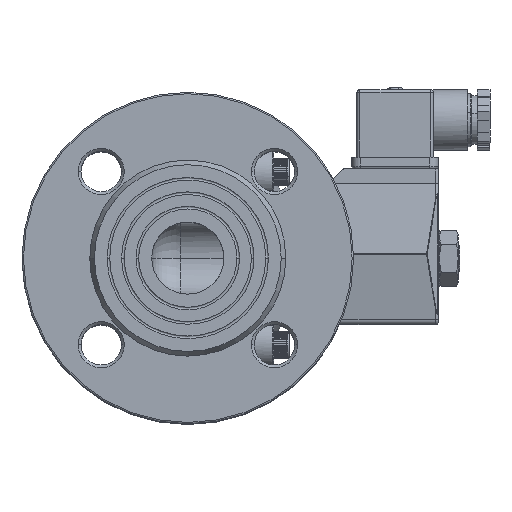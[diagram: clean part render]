
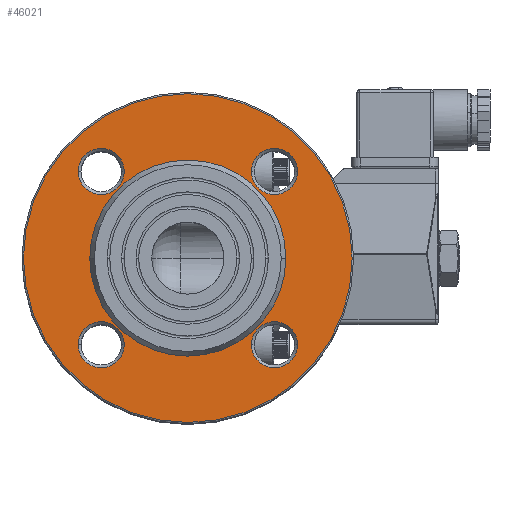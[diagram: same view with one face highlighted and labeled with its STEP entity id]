
A CAD part, top view. The second image highlights one B-rep face of the part: STEP entity #46021.
In plain terms, the highlighted planar face has unit normal (0, 0, 1).
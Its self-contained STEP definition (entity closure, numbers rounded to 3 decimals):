
#10 = CARTESIAN_POINT ( 'NONE',  ( 30.052, -30.052, 67.5 ) ) ;
#1247 = FACE_BOUND ( 'NONE', #16185, .T. ) ;
#1465 = ORIENTED_EDGE ( 'NONE', *, *, #34105, .T. ) ;
#1707 = CARTESIAN_POINT ( 'NONE',  ( 0., 0., 67.5 ) ) ;
#1960 = AXIS2_PLACEMENT_3D ( 'NONE', #32860, #5859, #37322 ) ;
#1963 = PLANE ( 'NONE',  #42142 ) ;
#1999 = CARTESIAN_POINT ( 'NONE',  ( 22.052, 30.052, 67.5 ) ) ;
#2166 = DIRECTION ( 'NONE',  ( 1., 0., 0. ) ) ;
#3301 = EDGE_CURVE ( 'NONE', #37490, #20735, #44913, .T. ) ;
#4527 = DIRECTION ( 'NONE',  ( 1., 0., 0. ) ) ;
#4725 = VERTEX_POINT ( 'NONE', #12413 ) ;
#5148 = AXIS2_PLACEMENT_3D ( 'NONE', #33575, #6570, #38039 ) ;
#5859 = DIRECTION ( 'NONE',  ( 0., 0., -1. ) ) ;
#6000 = DIRECTION ( 'NONE',  ( 0., 0., -1. ) ) ;
#6226 = DIRECTION ( 'NONE',  ( 1., 0., 0. ) ) ;
#6250 = CARTESIAN_POINT ( 'NONE',  ( -30.052, -30.052, 67.5 ) ) ;
#6570 = DIRECTION ( 'NONE',  ( 0., 0., -1. ) ) ;
#7999 = VERTEX_POINT ( 'NONE', #54446 ) ;
#8127 = EDGE_CURVE ( 'NONE', #31776, #7999, #30172, .T. ) ;
#8830 = CARTESIAN_POINT ( 'NONE',  ( -22.052, 30.052, 67.5 ) ) ;
#9056 = CARTESIAN_POINT ( 'NONE',  ( 0., 0., 67.5 ) ) ;
#10792 = DIRECTION ( 'NONE',  ( 1., 0., 0. ) ) ;
#10902 = EDGE_LOOP ( 'NONE', ( #12628, #32704 ) ) ;
#11031 = DIRECTION ( 'NONE',  ( 1., 0., 0. ) ) ;
#11640 = AXIS2_PLACEMENT_3D ( 'NONE', #56056, #29162, #2166 ) ;
#12413 = CARTESIAN_POINT ( 'NONE',  ( 38.052, -30.052, 67.5 ) ) ;
#12605 = CIRCLE ( 'NONE', #5148, 8. ) ;
#12628 = ORIENTED_EDGE ( 'NONE', *, *, #36626, .T. ) ;
#13566 = DIRECTION ( 'NONE',  ( 1., 0., 0. ) ) ;
#13726 = EDGE_CURVE ( 'NONE', #20735, #37490, #38096, .T. ) ;
#14257 = EDGE_CURVE ( 'NONE', #34745, #14862, #27534, .T. ) ;
#14427 = EDGE_CURVE ( 'NONE', #4725, #31468, #49249, .T. ) ;
#14497 = DIRECTION ( 'NONE',  ( 0., 0., -1. ) ) ;
#14862 = VERTEX_POINT ( 'NONE', #20879 ) ;
#16185 = EDGE_LOOP ( 'NONE', ( #20600, #42933 ) ) ;
#16345 = EDGE_CURVE ( 'NONE', #22782, #33873, #18161, .T. ) ;
#16476 = DIRECTION ( 'NONE',  ( 0., 0., -1. ) ) ;
#18161 = CIRCLE ( 'NONE', #24600, 57. ) ;
#18642 = EDGE_LOOP ( 'NONE', ( #19322, #51323 ) ) ;
#18953 = DIRECTION ( 'NONE',  ( 0., 0., 1. ) ) ;
#19104 = ORIENTED_EDGE ( 'NONE', *, *, #16345, .T. ) ;
#19322 = ORIENTED_EDGE ( 'NONE', *, *, #27552, .T. ) ;
#20600 = ORIENTED_EDGE ( 'NONE', *, *, #22325, .T. ) ;
#20735 = VERTEX_POINT ( 'NONE', #54576 ) ;
#20879 = CARTESIAN_POINT ( 'NONE',  ( -22.052, -30.052, 67.5 ) ) ;
#21439 = EDGE_LOOP ( 'NONE', ( #47337, #49132 ) ) ;
#22139 = CARTESIAN_POINT ( 'NONE',  ( 57., 0., 67.5 ) ) ;
#22325 = EDGE_CURVE ( 'NONE', #14862, #34745, #54360, .T. ) ;
#22782 = VERTEX_POINT ( 'NONE', #22139 ) ;
#22898 = ORIENTED_EDGE ( 'NONE', *, *, #14427, .T. ) ;
#23120 = DIRECTION ( 'NONE',  ( 0., 0., -1. ) ) ;
#23549 = CARTESIAN_POINT ( 'NONE',  ( 34., 0., 67.5 ) ) ;
#23793 = FACE_BOUND ( 'NONE', #21439, .T. ) ;
#24600 = AXIS2_PLACEMENT_3D ( 'NONE', #45816, #18953, #50332 ) ;
#25205 = FACE_BOUND ( 'NONE', #10902, .T. ) ;
#26293 = AXIS2_PLACEMENT_3D ( 'NONE', #9056, #40489, #13566 ) ;
#27534 = CIRCLE ( 'NONE', #36495, 8. ) ;
#27552 = EDGE_CURVE ( 'NONE', #33132, #41436, #58217, .T. ) ;
#28294 = AXIS2_PLACEMENT_3D ( 'NONE', #49975, #23120, #54545 ) ;
#28857 = CARTESIAN_POINT ( 'NONE',  ( -38.052, 30.052, 67.5 ) ) ;
#29162 = DIRECTION ( 'NONE',  ( 0., 0., 1. ) ) ;
#29385 = CIRCLE ( 'NONE', #28294, 8. ) ;
#30172 = CIRCLE ( 'NONE', #1960, 8. ) ;
#31468 = VERTEX_POINT ( 'NONE', #31941 ) ;
#31525 = DIRECTION ( 'NONE',  ( 0., 0., -1. ) ) ;
#31776 = VERTEX_POINT ( 'NONE', #1999 ) ;
#31941 = CARTESIAN_POINT ( 'NONE',  ( 22.052, -30.052, 67.5 ) ) ;
#32477 = AXIS2_PLACEMENT_3D ( 'NONE', #1707, #33230, #6226 ) ;
#32704 = ORIENTED_EDGE ( 'NONE', *, *, #8127, .T. ) ;
#32729 = CARTESIAN_POINT ( 'NONE',  ( -38.052, -30.052, 67.5 ) ) ;
#32860 = CARTESIAN_POINT ( 'NONE',  ( 30.052, 30.052, 67.5 ) ) ;
#32992 = CARTESIAN_POINT ( 'NONE',  ( -30.052, 30.052, 67.5 ) ) ;
#33132 = VERTEX_POINT ( 'NONE', #8830 ) ;
#33230 = DIRECTION ( 'NONE',  ( 0., 0., 1. ) ) ;
#33498 = CARTESIAN_POINT ( 'NONE',  ( 0., 0., 67.5 ) ) ;
#33575 = CARTESIAN_POINT ( 'NONE',  ( 30.052, -30.052, 67.5 ) ) ;
#33682 = CIRCLE ( 'NONE', #48273, 8. ) ;
#33764 = EDGE_LOOP ( 'NONE', ( #22898, #1465 ) ) ;
#33873 = VERTEX_POINT ( 'NONE', #40582 ) ;
#34105 = EDGE_CURVE ( 'NONE', #31468, #4725, #12605, .T. ) ;
#34745 = VERTEX_POINT ( 'NONE', #32729 ) ;
#34794 = AXIS2_PLACEMENT_3D ( 'NONE', #43324, #16476, #47895 ) ;
#35686 = FACE_BOUND ( 'NONE', #18642, .T. ) ;
#36495 = AXIS2_PLACEMENT_3D ( 'NONE', #6250, #37746, #10792 ) ;
#36626 = EDGE_CURVE ( 'NONE', #7999, #31776, #29385, .T. ) ;
#37322 = DIRECTION ( 'NONE',  ( 1., 0., 0. ) ) ;
#37467 = DIRECTION ( 'NONE',  ( 1., 0., 0. ) ) ;
#37490 = VERTEX_POINT ( 'NONE', #23549 ) ;
#37746 = DIRECTION ( 'NONE',  ( 0., 0., -1. ) ) ;
#37961 = DIRECTION ( 'NONE',  ( 0., 0., 1. ) ) ;
#38039 = DIRECTION ( 'NONE',  ( 1., 0., 0. ) ) ;
#38096 = CIRCLE ( 'NONE', #11640, 34. ) ;
#38418 = AXIS2_PLACEMENT_3D ( 'NONE', #10, #31525, #4527 ) ;
#40489 = DIRECTION ( 'NONE',  ( 0., 0., 1. ) ) ;
#40582 = CARTESIAN_POINT ( 'NONE',  ( -57., 0., 67.5 ) ) ;
#41386 = CARTESIAN_POINT ( 'NONE',  ( -30.052, 30.052, 67.5 ) ) ;
#41436 = VERTEX_POINT ( 'NONE', #28857 ) ;
#42142 = AXIS2_PLACEMENT_3D ( 'NONE', #33498, #37961, #11031 ) ;
#42933 = ORIENTED_EDGE ( 'NONE', *, *, #14257, .T. ) ;
#43324 = CARTESIAN_POINT ( 'NONE',  ( -30.052, -30.052, 67.5 ) ) ;
#44663 = ORIENTED_EDGE ( 'NONE', *, *, #55087, .T. ) ;
#44913 = CIRCLE ( 'NONE', #26293, 34. ) ;
#45816 = CARTESIAN_POINT ( 'NONE',  ( 0., 0., 67.5 ) ) ;
#45928 = DIRECTION ( 'NONE',  ( 1., 0., 0. ) ) ;
#46021 = ADVANCED_FACE ( 'NONE', ( #47667, #25205, #49059, #1247, #35686, #23793 ), #1963, .T. ) ;
#46539 = EDGE_CURVE ( 'NONE', #41436, #33132, #33682, .T. ) ;
#47218 = CIRCLE ( 'NONE', #32477, 57. ) ;
#47337 = ORIENTED_EDGE ( 'NONE', *, *, #3301, .F. ) ;
#47667 = FACE_OUTER_BOUND ( 'NONE', #48059, .T. ) ;
#47895 = DIRECTION ( 'NONE',  ( 1., 0., 0. ) ) ;
#48059 = EDGE_LOOP ( 'NONE', ( #19104, #44663 ) ) ;
#48273 = AXIS2_PLACEMENT_3D ( 'NONE', #41386, #14497, #45928 ) ;
#49059 = FACE_BOUND ( 'NONE', #33764, .T. ) ;
#49132 = ORIENTED_EDGE ( 'NONE', *, *, #13726, .F. ) ;
#49249 = CIRCLE ( 'NONE', #38418, 8. ) ;
#49975 = CARTESIAN_POINT ( 'NONE',  ( 30.052, 30.052, 67.5 ) ) ;
#50332 = DIRECTION ( 'NONE',  ( 1., 0., 0. ) ) ;
#51323 = ORIENTED_EDGE ( 'NONE', *, *, #46539, .T. ) ;
#53462 = AXIS2_PLACEMENT_3D ( 'NONE', #32992, #6000, #37467 ) ;
#54360 = CIRCLE ( 'NONE', #34794, 8. ) ;
#54446 = CARTESIAN_POINT ( 'NONE',  ( 38.052, 30.052, 67.5 ) ) ;
#54545 = DIRECTION ( 'NONE',  ( 1., 0., 0. ) ) ;
#54576 = CARTESIAN_POINT ( 'NONE',  ( -34., 0., 67.5 ) ) ;
#55087 = EDGE_CURVE ( 'NONE', #33873, #22782, #47218, .T. ) ;
#56056 = CARTESIAN_POINT ( 'NONE',  ( 0., 0., 67.5 ) ) ;
#58217 = CIRCLE ( 'NONE', #53462, 8. ) ;
